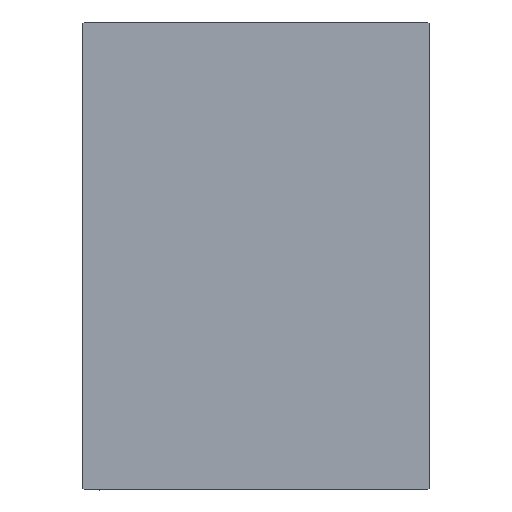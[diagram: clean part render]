
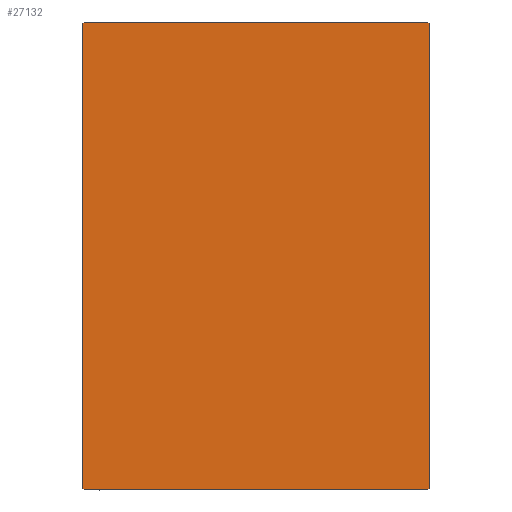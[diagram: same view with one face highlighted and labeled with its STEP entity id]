
A CAD part, left-side view. The second image highlights one B-rep face of the part: STEP entity #27132.
In plain terms, the highlighted face is planar.
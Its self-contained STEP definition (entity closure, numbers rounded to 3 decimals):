
#412 = CARTESIAN_POINT ( 'NONE',  ( 88., 31.5, 42.5 ) ) ;
#1545 = EDGE_CURVE ( 'NONE', #15046, #13264, #23348, .T. ) ;
#2664 = VERTEX_POINT ( 'NONE', #3710 ) ;
#3710 = CARTESIAN_POINT ( 'NONE',  ( 88., -31.2, -42.5 ) ) ;
#5632 = VERTEX_POINT ( 'NONE', #42001 ) ;
#5675 = CARTESIAN_POINT ( 'NONE',  ( 88., 31.5, 42.2 ) ) ;
#6191 = DIRECTION ( 'NONE',  ( 0., -0.707, 0.707 ) ) ;
#7005 = VECTOR ( 'NONE', #36380, 1000. ) ;
#7403 = CARTESIAN_POINT ( 'NONE',  ( 88., -36.85, 36.85 ) ) ;
#7605 = DIRECTION ( 'NONE',  ( 1., 0., 0. ) ) ;
#7972 = EDGE_LOOP ( 'NONE', ( #16008, #12460, #28461, #10570, #13822, #38363, #27831, #34291 ) ) ;
#8187 = VECTOR ( 'NONE', #26699, 1000. ) ;
#9269 = LINE ( 'NONE', #41994, #33101 ) ;
#9845 = LINE ( 'NONE', #35703, #36628 ) ;
#9855 = EDGE_CURVE ( 'NONE', #41805, #2664, #22435, .T. ) ;
#10414 = DIRECTION ( 'NONE',  ( 0., 0., -1. ) ) ;
#10570 = ORIENTED_EDGE ( 'NONE', *, *, #40788, .T. ) ;
#11520 = AXIS2_PLACEMENT_3D ( 'NONE', #16878, #7605, #10414 ) ;
#12396 = EDGE_CURVE ( 'NONE', #2664, #5632, #29909, .T. ) ;
#12460 = ORIENTED_EDGE ( 'NONE', *, *, #16235, .T. ) ;
#13092 = DIRECTION ( 'NONE',  ( 0., 0.707, 0.707 ) ) ;
#13264 = VERTEX_POINT ( 'NONE', #42200 ) ;
#13822 = ORIENTED_EDGE ( 'NONE', *, *, #34951, .T. ) ;
#14568 = CARTESIAN_POINT ( 'NONE',  ( 88., -31.5, -42.2 ) ) ;
#15046 = VERTEX_POINT ( 'NONE', #34487 ) ;
#15160 = EDGE_CURVE ( 'NONE', #13264, #41805, #9269, .T. ) ;
#15978 = VECTOR ( 'NONE', #29719, 1000. ) ;
#16008 = ORIENTED_EDGE ( 'NONE', *, *, #12396, .T. ) ;
#16235 = EDGE_CURVE ( 'NONE', #5632, #30047, #36352, .T. ) ;
#16878 = CARTESIAN_POINT ( 'NONE',  ( 88., 0., 0. ) ) ;
#16955 = CARTESIAN_POINT ( 'NONE',  ( 88., 36.85, -36.85 ) ) ;
#17514 = FACE_OUTER_BOUND ( 'NONE', #7972, .T. ) ;
#18534 = DIRECTION ( 'NONE',  ( 0., 0., -1. ) ) ;
#18754 = EDGE_CURVE ( 'NONE', #30047, #42275, #30357, .T. ) ;
#18781 = CARTESIAN_POINT ( 'NONE',  ( 88., -36.85, -36.85 ) ) ;
#22435 = LINE ( 'NONE', #18781, #32994 ) ;
#23348 = LINE ( 'NONE', #7403, #27990 ) ;
#23690 = CARTESIAN_POINT ( 'NONE',  ( 88., 31.5, -42.5 ) ) ;
#23769 = PLANE ( 'NONE',  #11520 ) ;
#26581 = DIRECTION ( 'NONE',  ( 0., -0.707, -0.707 ) ) ;
#26680 = CARTESIAN_POINT ( 'NONE',  ( 88., -31.5, -42.5 ) ) ;
#26699 = DIRECTION ( 'NONE',  ( 0., -1., 0. ) ) ;
#27132 = ADVANCED_FACE ( 'NONE', ( #17514 ), #23769, .T. ) ;
#27831 = ORIENTED_EDGE ( 'NONE', *, *, #15160, .T. ) ;
#27990 = VECTOR ( 'NONE', #26581, 1000. ) ;
#28461 = ORIENTED_EDGE ( 'NONE', *, *, #18754, .T. ) ;
#29685 = VECTOR ( 'NONE', #13092, 1000. ) ;
#29719 = DIRECTION ( 'NONE',  ( 0., 0., 1. ) ) ;
#29909 = LINE ( 'NONE', #26680, #7005 ) ;
#30047 = VERTEX_POINT ( 'NONE', #33304 ) ;
#30357 = LINE ( 'NONE', #23690, #15978 ) ;
#32994 = VECTOR ( 'NONE', #35577, 1000. ) ;
#33101 = VECTOR ( 'NONE', #18534, 1000. ) ;
#33304 = CARTESIAN_POINT ( 'NONE',  ( 88., 31.5, -42.2 ) ) ;
#34291 = ORIENTED_EDGE ( 'NONE', *, *, #9855, .T. ) ;
#34487 = CARTESIAN_POINT ( 'NONE',  ( 88., -31.2, 42.5 ) ) ;
#34951 = EDGE_CURVE ( 'NONE', #40858, #15046, #40044, .T. ) ;
#35577 = DIRECTION ( 'NONE',  ( 0., 0.707, -0.707 ) ) ;
#35703 = CARTESIAN_POINT ( 'NONE',  ( 88., 36.85, 36.85 ) ) ;
#36352 = LINE ( 'NONE', #16955, #29685 ) ;
#36380 = DIRECTION ( 'NONE',  ( 0., 1., 0. ) ) ;
#36628 = VECTOR ( 'NONE', #6191, 1000. ) ;
#38363 = ORIENTED_EDGE ( 'NONE', *, *, #1545, .T. ) ;
#38925 = CARTESIAN_POINT ( 'NONE',  ( 88., 31.2, 42.5 ) ) ;
#40044 = LINE ( 'NONE', #412, #8187 ) ;
#40788 = EDGE_CURVE ( 'NONE', #42275, #40858, #9845, .T. ) ;
#40858 = VERTEX_POINT ( 'NONE', #38925 ) ;
#41805 = VERTEX_POINT ( 'NONE', #14568 ) ;
#41994 = CARTESIAN_POINT ( 'NONE',  ( 88., -31.5, 42.5 ) ) ;
#42001 = CARTESIAN_POINT ( 'NONE',  ( 88., 31.2, -42.5 ) ) ;
#42200 = CARTESIAN_POINT ( 'NONE',  ( 88., -31.5, 42.2 ) ) ;
#42275 = VERTEX_POINT ( 'NONE', #5675 ) ;
